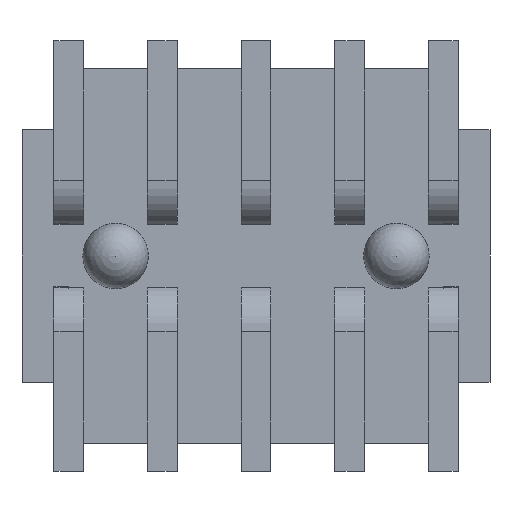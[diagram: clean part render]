
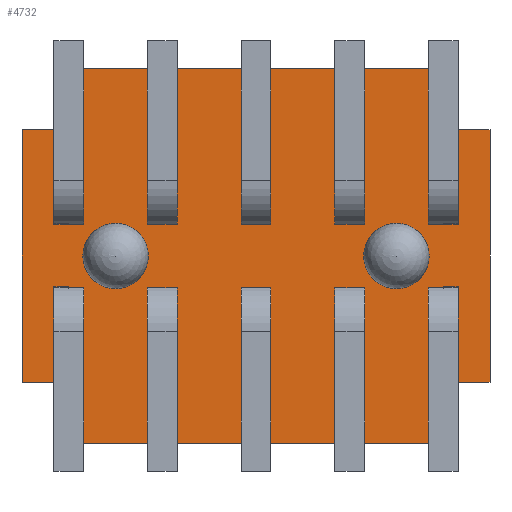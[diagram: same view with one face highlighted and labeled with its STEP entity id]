
A CAD part, front view. The second image highlights one B-rep face of the part: STEP entity #4732.
In plain terms, the highlighted planar face has unit normal (0, -1, 0).
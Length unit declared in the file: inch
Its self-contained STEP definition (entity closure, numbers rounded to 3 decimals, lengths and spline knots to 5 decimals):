
#50=CIRCLE('',#5028,0.0175);
#51=CIRCLE('',#5029,0.0175);
#386=ORIENTED_EDGE('',*,*,#1653,.F.);
#387=ORIENTED_EDGE('',*,*,#1654,.F.);
#388=ORIENTED_EDGE('',*,*,#1655,.T.);
#389=ORIENTED_EDGE('',*,*,#1622,.T.);
#390=ORIENTED_EDGE('',*,*,#1615,.T.);
#391=ORIENTED_EDGE('',*,*,#1640,.T.);
#392=ORIENTED_EDGE('',*,*,#1656,.T.);
#393=ORIENTED_EDGE('',*,*,#1630,.T.);
#394=ORIENTED_EDGE('',*,*,#1623,.T.);
#395=ORIENTED_EDGE('',*,*,#1644,.T.);
#396=ORIENTED_EDGE('',*,*,#1608,.T.);
#397=ORIENTED_EDGE('',*,*,#1657,.T.);
#398=ORIENTED_EDGE('',*,*,#1638,.T.);
#399=ORIENTED_EDGE('',*,*,#1612,.T.);
#400=ORIENTED_EDGE('',*,*,#1600,.T.);
#401=ORIENTED_EDGE('',*,*,#1658,.T.);
#402=ORIENTED_EDGE('',*,*,#1634,.T.);
#403=ORIENTED_EDGE('',*,*,#1604,.T.);
#404=ORIENTED_EDGE('',*,*,#1576,.F.);
#405=ORIENTED_EDGE('',*,*,#1659,.T.);
#406=ORIENTED_EDGE('',*,*,#1446,.T.);
#407=ORIENTED_EDGE('',*,*,#1660,.T.);
#408=ORIENTED_EDGE('',*,*,#1469,.F.);
#409=ORIENTED_EDGE('',*,*,#1580,.F.);
#410=ORIENTED_EDGE('',*,*,#1476,.F.);
#411=ORIENTED_EDGE('',*,*,#1661,.T.);
#412=ORIENTED_EDGE('',*,*,#1662,.T.);
#413=ORIENTED_EDGE('',*,*,#1663,.T.);
#414=ORIENTED_EDGE('',*,*,#1573,.F.);
#415=ORIENTED_EDGE('',*,*,#1598,.F.);
#1446=EDGE_CURVE('',#2131,#2130,#2570,.T.);
#1469=EDGE_CURVE('',#2149,#2146,#2593,.T.);
#1476=EDGE_CURVE('',#2155,#2156,#2600,.T.);
#1573=EDGE_CURVE('',#2228,#2225,#2697,.T.);
#1576=EDGE_CURVE('',#2231,#2232,#2700,.T.);
#1580=EDGE_CURVE('',#2156,#2149,#2704,.T.);
#1598=EDGE_CURVE('',#2232,#2228,#2722,.T.);
#1600=EDGE_CURVE('',#2248,#2246,#2724,.T.);
#1604=EDGE_CURVE('',#2250,#2248,#2728,.T.);
#1608=EDGE_CURVE('',#2254,#2252,#2732,.T.);
#1612=EDGE_CURVE('',#2256,#2254,#2736,.T.);
#1615=EDGE_CURVE('',#2258,#2259,#2739,.T.);
#1622=EDGE_CURVE('',#2263,#2258,#2746,.T.);
#1623=EDGE_CURVE('',#2264,#2265,#2747,.T.);
#1630=EDGE_CURVE('',#2269,#2264,#2754,.T.);
#1634=EDGE_CURVE('',#2271,#2250,#2758,.T.);
#1638=EDGE_CURVE('',#2273,#2256,#2762,.T.);
#1640=EDGE_CURVE('',#2259,#2274,#2764,.T.);
#1644=EDGE_CURVE('',#2265,#2276,#2768,.T.);
#1653=EDGE_CURVE('',#2280,#2280,#50,.F.);
#1654=EDGE_CURVE('',#2281,#2281,#51,.F.);
#1655=EDGE_CURVE('',#2274,#2263,#2777,.T.);
#1656=EDGE_CURVE('',#2276,#2269,#2778,.T.);
#1657=EDGE_CURVE('',#2252,#2273,#2779,.T.);
#1658=EDGE_CURVE('',#2246,#2271,#2780,.T.);
#1659=EDGE_CURVE('',#2231,#2131,#2781,.T.);
#1660=EDGE_CURVE('',#2130,#2146,#2782,.T.);
#1661=EDGE_CURVE('',#2155,#2282,#2783,.T.);
#1662=EDGE_CURVE('',#2282,#2283,#2784,.T.);
#1663=EDGE_CURVE('',#2283,#2225,#2785,.T.);
#2130=VERTEX_POINT('',#6492);
#2131=VERTEX_POINT('',#6494);
#2146=VERTEX_POINT('',#6534);
#2149=VERTEX_POINT('',#6539);
#2155=VERTEX_POINT('',#6554);
#2156=VERTEX_POINT('',#6556);
#2225=VERTEX_POINT('',#6749);
#2228=VERTEX_POINT('',#6754);
#2231=VERTEX_POINT('',#6761);
#2232=VERTEX_POINT('',#6763);
#2246=VERTEX_POINT('',#6804);
#2248=VERTEX_POINT('',#6807);
#2250=VERTEX_POINT('',#6814);
#2252=VERTEX_POINT('',#6820);
#2254=VERTEX_POINT('',#6823);
#2256=VERTEX_POINT('',#6830);
#2258=VERTEX_POINT('',#6836);
#2259=VERTEX_POINT('',#6837);
#2263=VERTEX_POINT('',#6846);
#2264=VERTEX_POINT('',#6852);
#2265=VERTEX_POINT('',#6853);
#2269=VERTEX_POINT('',#6862);
#2271=VERTEX_POINT('',#6869);
#2273=VERTEX_POINT('',#6876);
#2274=VERTEX_POINT('',#6882);
#2276=VERTEX_POINT('',#6889);
#2280=VERTEX_POINT('',#6906);
#2281=VERTEX_POINT('',#6908);
#2282=VERTEX_POINT('',#6916);
#2283=VERTEX_POINT('',#6918);
#2570=LINE('',#6493,#3230);
#2593=LINE('',#6540,#3253);
#2600=LINE('',#6555,#3260);
#2697=LINE('',#6755,#3357);
#2700=LINE('',#6762,#3360);
#2704=LINE('',#6770,#3364);
#2722=LINE('',#6801,#3382);
#2724=LINE('',#6806,#3384);
#2728=LINE('',#6813,#3388);
#2732=LINE('',#6822,#3392);
#2736=LINE('',#6829,#3396);
#2739=LINE('',#6835,#3399);
#2746=LINE('',#6849,#3406);
#2747=LINE('',#6851,#3407);
#2754=LINE('',#6865,#3414);
#2758=LINE('',#6872,#3418);
#2762=LINE('',#6879,#3422);
#2764=LINE('',#6884,#3424);
#2768=LINE('',#6891,#3428);
#2777=LINE('',#6909,#3437);
#2778=LINE('',#6910,#3438);
#2779=LINE('',#6911,#3439);
#2780=LINE('',#6912,#3440);
#2781=LINE('',#6913,#3441);
#2782=LINE('',#6914,#3442);
#2783=LINE('',#6915,#3443);
#2784=LINE('',#6917,#3444);
#2785=LINE('',#6919,#3445);
#3230=VECTOR('',#5262,39.37008);
#3253=VECTOR('',#5295,39.37008);
#3260=VECTOR('',#5306,39.37008);
#3357=VECTOR('',#5463,39.37008);
#3360=VECTOR('',#5468,39.37008);
#3364=VECTOR('',#5474,39.37008);
#3382=VECTOR('',#5496,39.37008);
#3384=VECTOR('',#5500,39.37008);
#3388=VECTOR('',#5506,39.37008);
#3392=VECTOR('',#5512,39.37008);
#3396=VECTOR('',#5518,39.37008);
#3399=VECTOR('',#5523,39.37008);
#3406=VECTOR('',#5532,39.37008);
#3407=VECTOR('',#5535,39.37008);
#3414=VECTOR('',#5544,39.37008);
#3418=VECTOR('',#5550,39.37008);
#3422=VECTOR('',#5556,39.37008);
#3424=VECTOR('',#5560,39.37008);
#3428=VECTOR('',#5566,39.37008);
#3437=VECTOR('',#5585,39.37008);
#3438=VECTOR('',#5586,39.37008);
#3439=VECTOR('',#5587,39.37008);
#3440=VECTOR('',#5588,39.37008);
#3441=VECTOR('',#5589,39.37008);
#3442=VECTOR('',#5590,39.37008);
#3443=VECTOR('',#5591,39.37008);
#3444=VECTOR('',#5592,39.37008);
#3445=VECTOR('',#5593,39.37008);
#3952=EDGE_LOOP('',(#386));
#3953=EDGE_LOOP('',(#387));
#3954=EDGE_LOOP('',(#388,#389,#390,#391));
#3955=EDGE_LOOP('',(#392,#393,#394,#395));
#3956=EDGE_LOOP('',(#396,#397,#398,#399));
#3957=EDGE_LOOP('',(#400,#401,#402,#403));
#3958=EDGE_LOOP('',(#404,#405,#406,#407,#408,#409,#410,#411,#412,#413,#414,
#415));
#4226=FACE_BOUND('',#3952,.T.);
#4227=FACE_BOUND('',#3953,.T.);
#4228=FACE_BOUND('',#3954,.T.);
#4229=FACE_BOUND('',#3955,.T.);
#4230=FACE_BOUND('',#3956,.T.);
#4231=FACE_BOUND('',#3957,.T.);
#4232=FACE_BOUND('',#3958,.T.);
#4490=PLANE('',#5027);
#4732=ADVANCED_FACE('',(#4226,#4227,#4228,#4229,#4230,#4231,#4232),#4490,
 .F.);
#5027=AXIS2_PLACEMENT_3D('',#6904,#5579,#5580);
#5028=AXIS2_PLACEMENT_3D('',#6905,#5581,#5582);
#5029=AXIS2_PLACEMENT_3D('',#6907,#5583,#5584);
#5262=DIRECTION('',(-1.,0.,0.));
#5295=DIRECTION('',(1.,0.,0.));
#5306=DIRECTION('',(-1.,0.,0.));
#5463=DIRECTION('',(-1.,0.,0.));
#5468=DIRECTION('',(1.,0.,0.));
#5474=DIRECTION('',(0.,0.,1.));
#5496=DIRECTION('',(0.,0.,-1.));
#5500=DIRECTION('',(-1.,0.,0.));
#5506=DIRECTION('',(0.,0.,-1.));
#5512=DIRECTION('',(-1.,0.,0.));
#5518=DIRECTION('',(0.,0.,-1.));
#5523=DIRECTION('',(0.,0.,1.));
#5532=DIRECTION('',(-1.,0.,0.));
#5535=DIRECTION('',(0.,0.,1.));
#5544=DIRECTION('',(-1.,0.,0.));
#5550=DIRECTION('',(1.,0.,0.));
#5556=DIRECTION('',(1.,0.,0.));
#5560=DIRECTION('',(1.,0.,0.));
#5566=DIRECTION('',(1.,0.,0.));
#5579=DIRECTION('',(0.,1.,0.));
#5580=DIRECTION('',(0.,0.,1.));
#5581=DIRECTION('',(0.,1.,0.));
#5582=DIRECTION('',(0.,0.,1.));
#5583=DIRECTION('',(0.,1.,0.));
#5584=DIRECTION('',(0.,0.,1.));
#5585=DIRECTION('',(0.,0.,-1.));
#5586=DIRECTION('',(0.,0.,-1.));
#5587=DIRECTION('',(0.,0.,1.));
#5588=DIRECTION('',(0.,0.,1.));
#5589=DIRECTION('',(0.,0.,1.));
#5590=DIRECTION('',(0.,0.,-1.));
#5591=DIRECTION('',(0.,0.,-1.));
#5592=DIRECTION('',(1.,0.,0.));
#5593=DIRECTION('',(0.,0.,1.));
#6492=CARTESIAN_POINT('',(-0.1,0.,0.1));
#6493=CARTESIAN_POINT('',(0.1,0.,0.1));
#6494=CARTESIAN_POINT('',(0.1,0.,0.1));
#6534=CARTESIAN_POINT('',(-0.1,0.,0.0675));
#6539=CARTESIAN_POINT('',(-0.125,0.,0.0675));
#6540=CARTESIAN_POINT('',(-0.125,0.,0.0675));
#6554=CARTESIAN_POINT('',(-0.1,0.,-0.0675));
#6555=CARTESIAN_POINT('',(0.125,0.,-0.0675));
#6556=CARTESIAN_POINT('',(-0.125,0.,-0.0675));
#6749=CARTESIAN_POINT('',(0.1,0.,-0.0675));
#6754=CARTESIAN_POINT('',(0.125,0.,-0.0675));
#6755=CARTESIAN_POINT('',(0.125,0.,-0.0675));
#6761=CARTESIAN_POINT('',(0.1,0.,0.0675));
#6762=CARTESIAN_POINT('',(-0.125,0.,0.0675));
#6763=CARTESIAN_POINT('',(0.125,0.,0.0675));
#6770=CARTESIAN_POINT('',(-0.125,0.,-0.0675));
#6801=CARTESIAN_POINT('',(0.125,0.,0.0675));
#6804=CARTESIAN_POINT('',(0.1,0.,-0.0325));
#6806=CARTESIAN_POINT('',(0.108,0.,-0.0325));
#6807=CARTESIAN_POINT('',(0.108,0.,-0.0325));
#6813=CARTESIAN_POINT('',(0.108,0.,-0.0165));
#6814=CARTESIAN_POINT('',(0.108,0.,-0.0165));
#6820=CARTESIAN_POINT('',(0.1,0.,0.0175));
#6822=CARTESIAN_POINT('',(0.108,0.,0.0175));
#6823=CARTESIAN_POINT('',(0.108,0.,0.0175));
#6829=CARTESIAN_POINT('',(0.108,0.,0.0335));
#6830=CARTESIAN_POINT('',(0.108,0.,0.0335));
#6835=CARTESIAN_POINT('',(-0.108,0.,-0.0325));
#6836=CARTESIAN_POINT('',(-0.108,0.,-0.0325));
#6837=CARTESIAN_POINT('',(-0.108,0.,-0.0165));
#6846=CARTESIAN_POINT('',(-0.1,0.,-0.0325));
#6849=CARTESIAN_POINT('',(-0.092,0.,-0.0325));
#6851=CARTESIAN_POINT('',(-0.108,0.,0.0175));
#6852=CARTESIAN_POINT('',(-0.108,0.,0.0175));
#6853=CARTESIAN_POINT('',(-0.108,0.,0.0335));
#6862=CARTESIAN_POINT('',(-0.1,0.,0.0175));
#6865=CARTESIAN_POINT('',(-0.092,0.,0.0175));
#6869=CARTESIAN_POINT('',(0.1,0.,-0.0165));
#6872=CARTESIAN_POINT('',(0.092,0.,-0.0165));
#6876=CARTESIAN_POINT('',(0.1,0.,0.0335));
#6879=CARTESIAN_POINT('',(0.092,0.,0.0335));
#6882=CARTESIAN_POINT('',(-0.1,0.,-0.0165));
#6884=CARTESIAN_POINT('',(-0.108,0.,-0.0165));
#6889=CARTESIAN_POINT('',(-0.1,0.,0.0335));
#6891=CARTESIAN_POINT('',(-0.108,0.,0.0335));
#6904=CARTESIAN_POINT('',(0.,0.,0.));
#6905=CARTESIAN_POINT('',(0.075,0.,0.));
#6906=CARTESIAN_POINT('',(0.075,0.,0.0175));
#6907=CARTESIAN_POINT('',(-0.075,0.,0.));
#6908=CARTESIAN_POINT('',(-0.075,0.,0.0175));
#6909=CARTESIAN_POINT('',(-0.1,0.,0.1));
#6910=CARTESIAN_POINT('',(-0.1,0.,0.1));
#6911=CARTESIAN_POINT('',(0.1,0.,-0.1));
#6912=CARTESIAN_POINT('',(0.1,0.,-0.1));
#6913=CARTESIAN_POINT('',(0.1,0.,-0.1));
#6914=CARTESIAN_POINT('',(-0.1,0.,0.1));
#6915=CARTESIAN_POINT('',(-0.1,0.,0.1));
#6916=CARTESIAN_POINT('',(-0.1,0.,-0.1));
#6917=CARTESIAN_POINT('',(-0.1,0.,-0.1));
#6918=CARTESIAN_POINT('',(0.1,0.,-0.1));
#6919=CARTESIAN_POINT('',(0.1,0.,-0.1));
